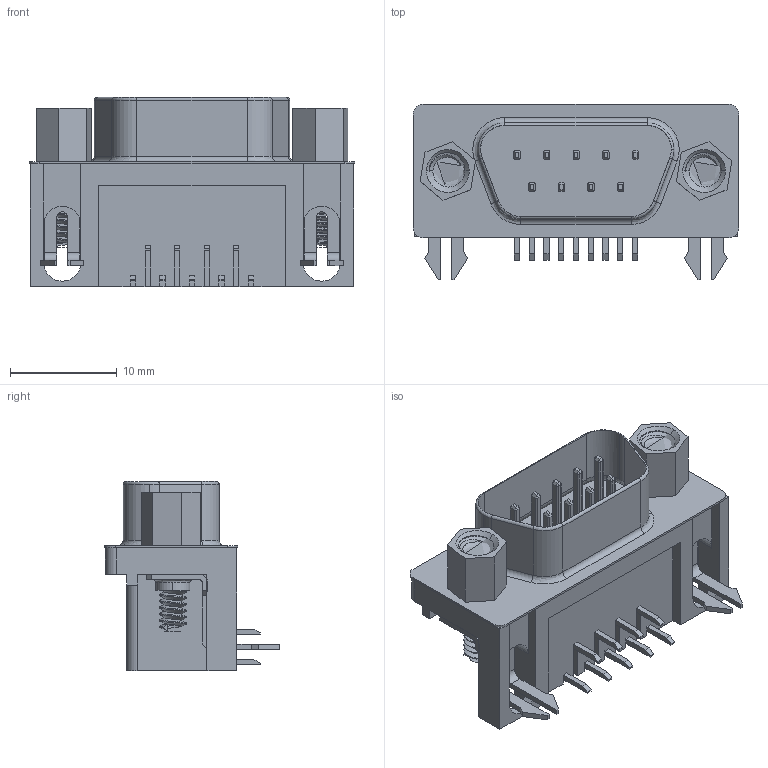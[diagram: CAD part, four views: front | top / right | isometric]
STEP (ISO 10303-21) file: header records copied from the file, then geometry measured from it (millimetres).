
FILE_DESCRIPTION (( 'STEP AP214' ), '1' );
FILE_NAME ('User Library-DRB-9M-1.STEP', '2022-12-13T12:46:21', ( '' ), ( '' ), 'SwSTEP 2.0', 'SolidWorks 2022', '' );
FILE_SCHEMA (( 'AUTOMOTIVE_DESIGN' ));
Length unit declared in the file: millimetre
Products named in the file (6): User Library-DRB-9M-1; User Library-DB-9F; ─σ≥αδⁿ_3; ─σ≥αδⁿ_2; ─σ≥αδⁿ
Assembly tree (5 placements, depth 3):
  User Library-DRB-9M-1
    User Library-DB-9F
      User Library-DB-9F
      ─σ≥αδⁿ
      ─σ≥αδⁿ_2
      ─σ≥αδⁿ_3
Bounding box: 30.5 x 16.4 x 17.7 mm (x, y, z)
Volume: 127.8 mm3; surface area: 4047.4 mm2
Topology: 10 solids, 21 shells, 519 faces, 1330 edges, 834 vertices
Faces by surface type: plane 305, cylinder 122, bspline 50, cone 42
Full cylindrical faces by diameter (mm): 1.5 x2
Entity records: 31810 total; most frequent: CARTESIAN_POINT 13641, ORIENTED_EDGE 2611, DIRECTION 2417, EDGE_CURVE 1319, VECTOR 901, LINE 901, VERTEX_POINT 832, AXIS2_PLACEMENT_3D 758
